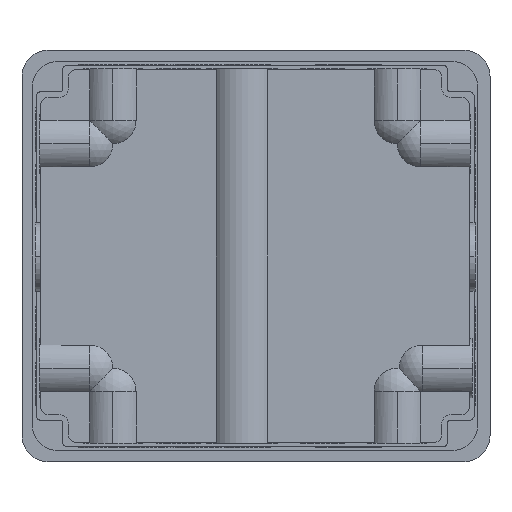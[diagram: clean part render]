
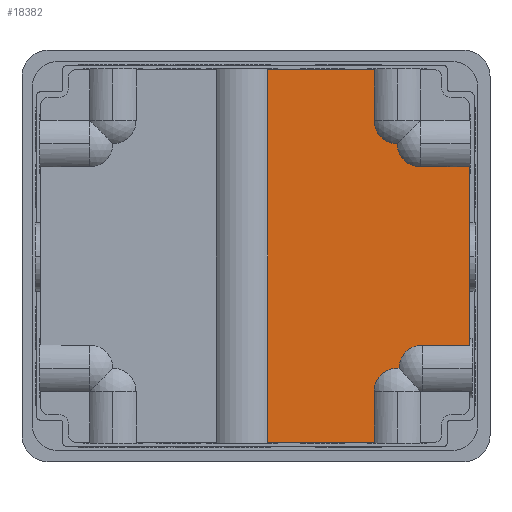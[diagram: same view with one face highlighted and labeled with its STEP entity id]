
A CAD part, front view. The second image highlights one B-rep face of the part: STEP entity #18382.
In plain terms, the highlighted face is planar.
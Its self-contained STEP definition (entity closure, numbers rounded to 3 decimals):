
#19 = DIRECTION ( 'NONE',  ( -1., 0., 0. ) ) ;
#47 = ORIENTED_EDGE ( 'NONE', *, *, #16852, .T. ) ;
#374 = CARTESIAN_POINT ( 'NONE',  ( -6.248, 99.5, 62. ) ) ;
#379 = DIRECTION ( 'NONE',  ( 1., 0., 0. ) ) ;
#717 = DIRECTION ( 'NONE',  ( 0., 0., -1. ) ) ;
#939 = CARTESIAN_POINT ( 'NONE',  ( -63.067, 72.369, 62. ) ) ;
#1066 = CARTESIAN_POINT ( 'NONE',  ( -6.248, -99.5, 62. ) ) ;
#1175 = CARTESIAN_POINT ( 'NONE',  ( -110., -80.75, 62. ) ) ;
#1176 = CIRCLE ( 'NONE', #11437, 12.433 ) ;
#1370 = ORIENTED_EDGE ( 'NONE', *, *, #3148, .F. ) ;
#1534 = ORIENTED_EDGE ( 'NONE', *, *, #16289, .F. ) ;
#2005 = ORIENTED_EDGE ( 'NONE', *, *, #8709, .T. ) ;
#2046 = VERTEX_POINT ( 'NONE', #13434 ) ;
#2271 = ORIENTED_EDGE ( 'NONE', *, *, #13666, .F. ) ;
#2479 = FACE_OUTER_BOUND ( 'NONE', #9333, .T. ) ;
#2520 = DIRECTION ( 'NONE',  ( 0., -1., 0. ) ) ;
#2604 = DIRECTION ( 'NONE',  ( 0., 0., -1. ) ) ;
#3148 = EDGE_CURVE ( 'NONE', #14420, #2046, #8746, .T. ) ;
#3456 = LINE ( 'NONE', #16905, #15832 ) ;
#3573 = DIRECTION ( 'NONE',  ( -1., 0., 0. ) ) ;
#4080 = CARTESIAN_POINT ( 'NONE',  ( -63.067, 99.5, 62. ) ) ;
#4098 = VERTEX_POINT ( 'NONE', #10835 ) ;
#4408 = CARTESIAN_POINT ( 'NONE',  ( 115.5, -47.567, 62. ) ) ;
#4650 = LINE ( 'NONE', #18419, #10542 ) ;
#4852 = CARTESIAN_POINT ( 'NONE',  ( -114., -47.567, 62. ) ) ;
#4994 = AXIS2_PLACEMENT_3D ( 'NONE', #5686, #12464, #13909 ) ;
#5148 = ORIENTED_EDGE ( 'NONE', *, *, #12751, .T. ) ;
#5339 = AXIS2_PLACEMENT_3D ( 'NONE', #17841, #2604, #19169 ) ;
#5686 = CARTESIAN_POINT ( 'NONE',  ( -88.869, 60., 62. ) ) ;
#6026 = VECTOR ( 'NONE', #11752, 1000. ) ;
#6057 = LINE ( 'NONE', #4408, #12401 ) ;
#6434 = VECTOR ( 'NONE', #379, 1000. ) ;
#6561 = DIRECTION ( 'NONE',  ( -1., 0., 0. ) ) ;
#6618 = DIRECTION ( 'NONE',  ( 0., 1., 0. ) ) ;
#7337 = EDGE_CURVE ( 'NONE', #16079, #8607, #15256, .T. ) ;
#7445 = VERTEX_POINT ( 'NONE', #1066 ) ;
#8607 = VERTEX_POINT ( 'NONE', #19943 ) ;
#8709 = EDGE_CURVE ( 'NONE', #12969, #16079, #1176, .T. ) ;
#8746 = LINE ( 'NONE', #20454, #6026 ) ;
#9227 = DIRECTION ( 'NONE',  ( 0., 1., 0. ) ) ;
#9250 = PLANE ( 'NONE',  #17743 ) ;
#9311 = ORIENTED_EDGE ( 'NONE', *, *, #17562, .F. ) ;
#9333 = EDGE_LOOP ( 'NONE', ( #14606, #2271, #16609, #47, #5148, #21172, #1370, #12996, #2005, #18126, #9311, #1534 ) ) ;
#9503 = CIRCLE ( 'NONE', #18398, 12.433 ) ;
#10542 = VECTOR ( 'NONE', #6618, 1000. ) ;
#10685 = LINE ( 'NONE', #15558, #17460 ) ;
#10696 = DIRECTION ( 'NONE',  ( -1., 0., 0. ) ) ;
#10835 = CARTESIAN_POINT ( 'NONE',  ( -88.869, 47.567, 62. ) ) ;
#11152 = DIRECTION ( 'NONE',  ( 0., 0., -1. ) ) ;
#11398 = EDGE_CURVE ( 'NONE', #12969, #14420, #6057, .T. ) ;
#11437 = AXIS2_PLACEMENT_3D ( 'NONE', #21920, #20603, #3573 ) ;
#11743 = CARTESIAN_POINT ( 'NONE',  ( -76.436, 59.971, 62. ) ) ;
#11752 = DIRECTION ( 'NONE',  ( 0., 1., 0. ) ) ;
#11910 = VERTEX_POINT ( 'NONE', #374 ) ;
#12401 = VECTOR ( 'NONE', #12947, 1000. ) ;
#12464 = DIRECTION ( 'NONE',  ( 0., 0., -1. ) ) ;
#12682 = EDGE_CURVE ( 'NONE', #15510, #14140, #10685, .T. ) ;
#12751 = EDGE_CURVE ( 'NONE', #21196, #4098, #21335, .T. ) ;
#12760 = VECTOR ( 'NONE', #19490, 1000. ) ;
#12947 = DIRECTION ( 'NONE',  ( -1., 0., 0. ) ) ;
#12969 = VERTEX_POINT ( 'NONE', #14205 ) ;
#12996 = ORIENTED_EDGE ( 'NONE', *, *, #11398, .F. ) ;
#13434 = CARTESIAN_POINT ( 'NONE',  ( -114., 47.567, 62. ) ) ;
#13666 = EDGE_CURVE ( 'NONE', #14140, #11910, #13914, .T. ) ;
#13909 = DIRECTION ( 'NONE',  ( -1., 0., 0. ) ) ;
#13914 = LINE ( 'NONE', #14123, #6434 ) ;
#13923 = CARTESIAN_POINT ( 'NONE',  ( -75.5, 72.369, 62. ) ) ;
#14123 = CARTESIAN_POINT ( 'NONE',  ( -95.25, 99.5, 62. ) ) ;
#14140 = VERTEX_POINT ( 'NONE', #4080 ) ;
#14205 = CARTESIAN_POINT ( 'NONE',  ( -87.869, -47.567, 62. ) ) ;
#14372 = EDGE_CURVE ( 'NONE', #11910, #7445, #17872, .T. ) ;
#14420 = VERTEX_POINT ( 'NONE', #4852 ) ;
#14606 = ORIENTED_EDGE ( 'NONE', *, *, #14372, .F. ) ;
#14688 = LINE ( 'NONE', #21903, #12760 ) ;
#15256 = CIRCLE ( 'NONE', #5339, 12.433 ) ;
#15456 = CARTESIAN_POINT ( 'NONE',  ( -75.436, -59.936, 62. ) ) ;
#15510 = VERTEX_POINT ( 'NONE', #939 ) ;
#15558 = CARTESIAN_POINT ( 'NONE',  ( -63.067, 100., 62. ) ) ;
#15832 = VECTOR ( 'NONE', #6561, 1000. ) ;
#16079 = VERTEX_POINT ( 'NONE', #15456 ) ;
#16289 = EDGE_CURVE ( 'NONE', #7445, #16458, #3456, .T. ) ;
#16458 = VERTEX_POINT ( 'NONE', #20001 ) ;
#16609 = ORIENTED_EDGE ( 'NONE', *, *, #12682, .F. ) ;
#16852 = EDGE_CURVE ( 'NONE', #15510, #21196, #9503, .T. ) ;
#16905 = CARTESIAN_POINT ( 'NONE',  ( 96.25, -99.5, 62. ) ) ;
#17460 = VECTOR ( 'NONE', #9227, 1000. ) ;
#17562 = EDGE_CURVE ( 'NONE', #16458, #8607, #4650, .T. ) ;
#17743 = AXIS2_PLACEMENT_3D ( 'NONE', #1175, #11152, #19 ) ;
#17754 = CARTESIAN_POINT ( 'NONE',  ( -6.248, -100., 62. ) ) ;
#17841 = CARTESIAN_POINT ( 'NONE',  ( -75.5, -72.369, 62. ) ) ;
#17872 = LINE ( 'NONE', #17754, #21538 ) ;
#18126 = ORIENTED_EDGE ( 'NONE', *, *, #7337, .T. ) ;
#18382 = ADVANCED_FACE ( 'NONE', ( #2479 ), #9250, .F. ) ;
#18398 = AXIS2_PLACEMENT_3D ( 'NONE', #13923, #717, #10696 ) ;
#18419 = CARTESIAN_POINT ( 'NONE',  ( -63.067, 100., 62. ) ) ;
#18460 = EDGE_CURVE ( 'NONE', #2046, #4098, #14688, .T. ) ;
#19169 = DIRECTION ( 'NONE',  ( -1., 0., 0. ) ) ;
#19490 = DIRECTION ( 'NONE',  ( 1., 0., 0. ) ) ;
#19943 = CARTESIAN_POINT ( 'NONE',  ( -63.067, -72.369, 62. ) ) ;
#20001 = CARTESIAN_POINT ( 'NONE',  ( -63.067, -99.5, 62. ) ) ;
#20454 = CARTESIAN_POINT ( 'NONE',  ( -114., -80.75, 62. ) ) ;
#20603 = DIRECTION ( 'NONE',  ( 0., 0., -1. ) ) ;
#21172 = ORIENTED_EDGE ( 'NONE', *, *, #18460, .F. ) ;
#21196 = VERTEX_POINT ( 'NONE', #11743 ) ;
#21335 = CIRCLE ( 'NONE', #4994, 12.433 ) ;
#21538 = VECTOR ( 'NONE', #2520, 1000. ) ;
#21903 = CARTESIAN_POINT ( 'NONE',  ( 115.5, 47.567, 62. ) ) ;
#21920 = CARTESIAN_POINT ( 'NONE',  ( -87.869, -60., 62. ) ) ;
